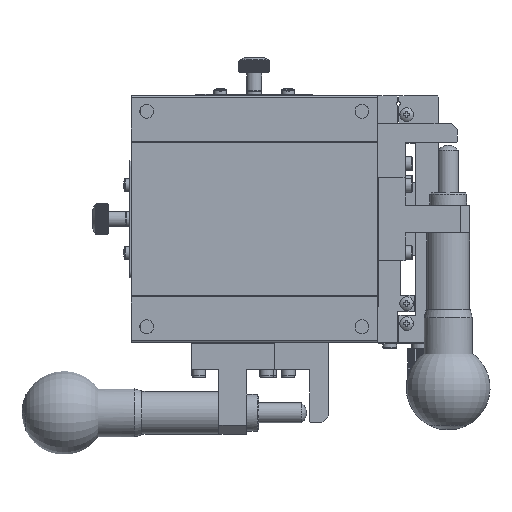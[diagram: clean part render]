
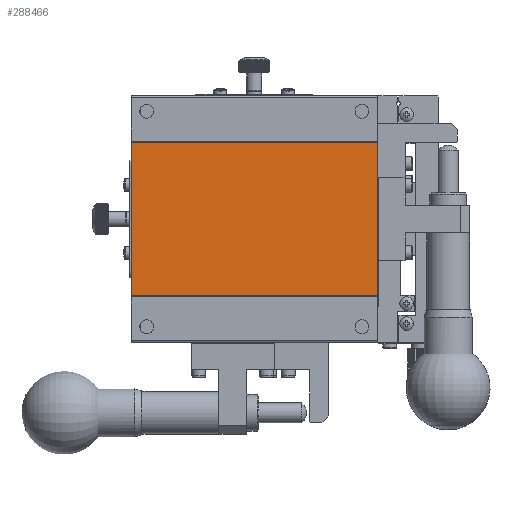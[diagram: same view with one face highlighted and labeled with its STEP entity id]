
A CAD part, front view. The second image highlights one B-rep face of the part: STEP entity #288466.
In plain terms, the highlighted planar face has unit normal (0, -1, 0).
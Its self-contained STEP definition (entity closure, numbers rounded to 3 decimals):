
#563 = EDGE_CURVE ( 'NONE', #220818, #149855, #176928, .T. ) ;
#18363 = PLANE ( 'NONE',  #290858 ) ;
#30597 = CARTESIAN_POINT ( 'NONE',  ( -80., -25.7, 25. ) ) ;
#57290 = CARTESIAN_POINT ( 'NONE',  ( 0., -25.7, 39.5 ) ) ;
#58060 = EDGE_CURVE ( 'NONE', #149855, #281337, #278175, .T. ) ;
#59544 = LINE ( 'NONE', #225743, #240334 ) ;
#59673 = DIRECTION ( 'NONE',  ( 0., -1., 0. ) ) ;
#60116 = ORIENTED_EDGE ( 'NONE', *, *, #279777, .T. ) ;
#97611 = EDGE_LOOP ( 'NONE', ( #114911, #130781, #124255, #60116 ) ) ;
#99781 = VERTEX_POINT ( 'NONE', #119228 ) ;
#114911 = ORIENTED_EDGE ( 'NONE', *, *, #212591, .F. ) ;
#119228 = CARTESIAN_POINT ( 'NONE',  ( 0., -25.7, -25. ) ) ;
#123563 = DIRECTION ( 'NONE',  ( -1., 0., 0. ) ) ;
#124255 = ORIENTED_EDGE ( 'NONE', *, *, #58060, .T. ) ;
#130781 = ORIENTED_EDGE ( 'NONE', *, *, #563, .T. ) ;
#149855 = VERTEX_POINT ( 'NONE', #238814 ) ;
#152636 = DIRECTION ( 'NONE',  ( 0., 0., -1. ) ) ;
#159656 = VECTOR ( 'NONE', #123563, 1000. ) ;
#176928 = LINE ( 'NONE', #30597, #159656 ) ;
#190292 = CARTESIAN_POINT ( 'NONE',  ( 0., -25.7, 25. ) ) ;
#193032 = DIRECTION ( 'NONE',  ( 0., 0., -1. ) ) ;
#198311 = DIRECTION ( 'NONE',  ( 1., 0., 0. ) ) ;
#212591 = EDGE_CURVE ( 'NONE', #220818, #99781, #220474, .T. ) ;
#220474 = LINE ( 'NONE', #57290, #258323 ) ;
#220818 = VERTEX_POINT ( 'NONE', #190292 ) ;
#225743 = CARTESIAN_POINT ( 'NONE',  ( -80., -25.7, -25. ) ) ;
#227326 = FACE_OUTER_BOUND ( 'NONE', #97611, .T. ) ;
#229368 = DIRECTION ( 'NONE',  ( 0., 0., -1. ) ) ;
#238814 = CARTESIAN_POINT ( 'NONE',  ( -80., -25.7, 25. ) ) ;
#240334 = VECTOR ( 'NONE', #198311, 1000. ) ;
#258323 = VECTOR ( 'NONE', #193032, 1000. ) ;
#268671 = CARTESIAN_POINT ( 'NONE',  ( -80., -25.7, 25. ) ) ;
#278175 = LINE ( 'NONE', #279699, #278217 ) ;
#278217 = VECTOR ( 'NONE', #229368, 1000. ) ;
#279699 = CARTESIAN_POINT ( 'NONE',  ( -80., -25.7, 39.5 ) ) ;
#279777 = EDGE_CURVE ( 'NONE', #281337, #99781, #59544, .T. ) ;
#281337 = VERTEX_POINT ( 'NONE', #292073 ) ;
#288466 = ADVANCED_FACE ( 'NONE', ( #227326 ), #18363, .T. ) ;
#290858 = AXIS2_PLACEMENT_3D ( 'NONE', #268671, #59673, #152636 ) ;
#292073 = CARTESIAN_POINT ( 'NONE',  ( -80., -25.7, -25. ) ) ;
